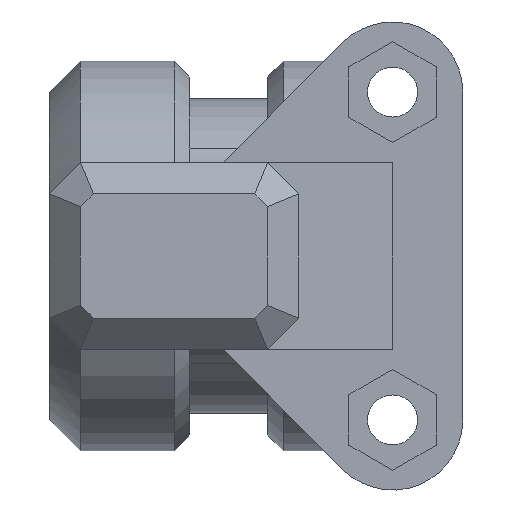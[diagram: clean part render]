
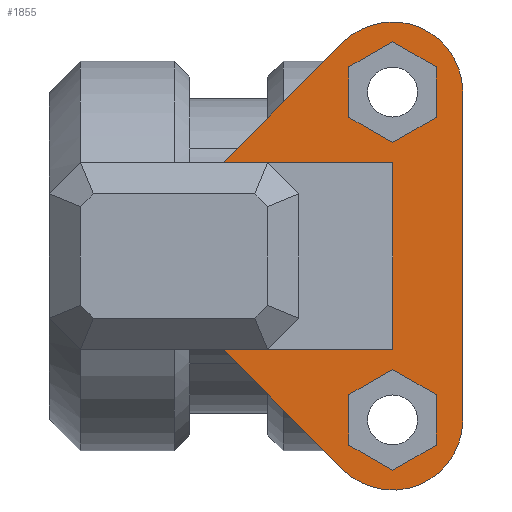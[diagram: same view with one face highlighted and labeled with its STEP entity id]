
A CAD part, front view. The second image highlights one B-rep face of the part: STEP entity #1855.
In plain terms, the highlighted face is planar.
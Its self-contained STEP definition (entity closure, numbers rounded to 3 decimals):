
#60=FACE_BOUND('',#229,.T.);
#61=FACE_BOUND('',#230,.T.);
#69=CIRCLE('',#1976,4.5);
#70=CIRCLE('',#1977,4.5);
#126=FACE_OUTER_BOUND('',#228,.T.);
#228=EDGE_LOOP('',(#1321,#1322,#1323,#1324,#1325,#1326,#1327,#1328,#1329,
#1330,#1331,#1332));
#229=EDGE_LOOP('',(#1333,#1334,#1335,#1336,#1337,#1338));
#230=EDGE_LOOP('',(#1339,#1340,#1341,#1342,#1343,#1344));
#357=LINE('',#2695,#576);
#373=LINE('',#2727,#592);
#375=LINE('',#2730,#594);
#380=LINE('',#2741,#599);
#382=LINE('',#2745,#601);
#383=LINE('',#2747,#602);
#384=LINE('',#2749,#603);
#385=LINE('',#2753,#604);
#386=LINE('',#2757,#605);
#387=LINE('',#2758,#606);
#388=LINE('',#2761,#607);
#389=LINE('',#2763,#608);
#390=LINE('',#2765,#609);
#391=LINE('',#2767,#610);
#392=LINE('',#2769,#611);
#393=LINE('',#2770,#612);
#394=LINE('',#2773,#613);
#395=LINE('',#2775,#614);
#396=LINE('',#2777,#615);
#397=LINE('',#2779,#616);
#398=LINE('',#2781,#617);
#399=LINE('',#2782,#618);
#576=VECTOR('',#2176,10.);
#592=VECTOR('',#2200,10.);
#594=VECTOR('',#2204,10.);
#599=VECTOR('',#2215,10.);
#601=VECTOR('',#2219,10.);
#602=VECTOR('',#2220,10.);
#603=VECTOR('',#2221,10.);
#604=VECTOR('',#2224,10.);
#605=VECTOR('',#2227,10.);
#606=VECTOR('',#2228,10.);
#607=VECTOR('',#2229,10.);
#608=VECTOR('',#2230,10.);
#609=VECTOR('',#2231,10.);
#610=VECTOR('',#2232,10.);
#611=VECTOR('',#2233,10.);
#612=VECTOR('',#2234,10.);
#613=VECTOR('',#2235,10.);
#614=VECTOR('',#2236,10.);
#615=VECTOR('',#2237,10.);
#616=VECTOR('',#2238,10.);
#617=VECTOR('',#2239,10.);
#618=VECTOR('',#2240,10.);
#783=VERTEX_POINT('',#2692);
#784=VERTEX_POINT('',#2694);
#795=VERTEX_POINT('',#2724);
#796=VERTEX_POINT('',#2726);
#799=VERTEX_POINT('',#2740);
#800=VERTEX_POINT('',#2744);
#801=VERTEX_POINT('',#2746);
#802=VERTEX_POINT('',#2748);
#803=VERTEX_POINT('',#2750);
#804=VERTEX_POINT('',#2752);
#805=VERTEX_POINT('',#2754);
#806=VERTEX_POINT('',#2756);
#807=VERTEX_POINT('',#2759);
#808=VERTEX_POINT('',#2760);
#809=VERTEX_POINT('',#2762);
#810=VERTEX_POINT('',#2764);
#811=VERTEX_POINT('',#2766);
#812=VERTEX_POINT('',#2768);
#813=VERTEX_POINT('',#2771);
#814=VERTEX_POINT('',#2772);
#815=VERTEX_POINT('',#2774);
#816=VERTEX_POINT('',#2776);
#817=VERTEX_POINT('',#2778);
#818=VERTEX_POINT('',#2780);
#973=EDGE_CURVE('',#784,#783,#357,.T.);
#989=EDGE_CURVE('',#796,#795,#373,.T.);
#991=EDGE_CURVE('',#783,#796,#375,.T.);
#996=EDGE_CURVE('',#799,#784,#380,.T.);
#998=EDGE_CURVE('',#795,#800,#382,.T.);
#999=EDGE_CURVE('',#800,#801,#383,.T.);
#1000=EDGE_CURVE('',#801,#802,#384,.T.);
#1001=EDGE_CURVE('',#802,#803,#69,.T.);
#1002=EDGE_CURVE('',#803,#804,#385,.T.);
#1003=EDGE_CURVE('',#804,#805,#70,.T.);
#1004=EDGE_CURVE('',#805,#806,#386,.T.);
#1005=EDGE_CURVE('',#806,#799,#387,.T.);
#1006=EDGE_CURVE('',#807,#808,#388,.T.);
#1007=EDGE_CURVE('',#808,#809,#389,.T.);
#1008=EDGE_CURVE('',#809,#810,#390,.T.);
#1009=EDGE_CURVE('',#810,#811,#391,.T.);
#1010=EDGE_CURVE('',#811,#812,#392,.T.);
#1011=EDGE_CURVE('',#812,#807,#393,.T.);
#1012=EDGE_CURVE('',#813,#814,#394,.T.);
#1013=EDGE_CURVE('',#814,#815,#395,.T.);
#1014=EDGE_CURVE('',#815,#816,#396,.T.);
#1015=EDGE_CURVE('',#816,#817,#397,.T.);
#1016=EDGE_CURVE('',#817,#818,#398,.T.);
#1017=EDGE_CURVE('',#818,#813,#399,.T.);
#1321=ORIENTED_EDGE('',*,*,#989,.T.);
#1322=ORIENTED_EDGE('',*,*,#998,.T.);
#1323=ORIENTED_EDGE('',*,*,#999,.T.);
#1324=ORIENTED_EDGE('',*,*,#1000,.T.);
#1325=ORIENTED_EDGE('',*,*,#1001,.T.);
#1326=ORIENTED_EDGE('',*,*,#1002,.T.);
#1327=ORIENTED_EDGE('',*,*,#1003,.T.);
#1328=ORIENTED_EDGE('',*,*,#1004,.T.);
#1329=ORIENTED_EDGE('',*,*,#1005,.T.);
#1330=ORIENTED_EDGE('',*,*,#996,.T.);
#1331=ORIENTED_EDGE('',*,*,#973,.T.);
#1332=ORIENTED_EDGE('',*,*,#991,.T.);
#1333=ORIENTED_EDGE('',*,*,#1006,.T.);
#1334=ORIENTED_EDGE('',*,*,#1007,.T.);
#1335=ORIENTED_EDGE('',*,*,#1008,.T.);
#1336=ORIENTED_EDGE('',*,*,#1009,.T.);
#1337=ORIENTED_EDGE('',*,*,#1010,.T.);
#1338=ORIENTED_EDGE('',*,*,#1011,.T.);
#1339=ORIENTED_EDGE('',*,*,#1012,.T.);
#1340=ORIENTED_EDGE('',*,*,#1013,.T.);
#1341=ORIENTED_EDGE('',*,*,#1014,.T.);
#1342=ORIENTED_EDGE('',*,*,#1015,.T.);
#1343=ORIENTED_EDGE('',*,*,#1016,.T.);
#1344=ORIENTED_EDGE('',*,*,#1017,.T.);
#1774=PLANE('',#1975);
#1855=ADVANCED_FACE('',(#126,#60,#61),#1774,.F.);
#1975=AXIS2_PLACEMENT_3D('',#2743,#2217,#2218);
#1976=AXIS2_PLACEMENT_3D('',#2751,#2222,#2223);
#1977=AXIS2_PLACEMENT_3D('',#2755,#2225,#2226);
#2176=DIRECTION('',(0.,-1.,0.));
#2200=DIRECTION('',(0.,1.,0.));
#2204=DIRECTION('',(1.,0.,0.));
#2215=DIRECTION('',(0.707,-0.707,0.));
#2217=DIRECTION('center_axis',(0.,0.,
1.));
#2218=DIRECTION('ref_axis',(-1.,0.,0.));
#2219=DIRECTION('',(0.707,0.707,0.));
#2220=DIRECTION('',(0.,1.,0.));
#2221=DIRECTION('',(0.707,-0.707,0.));
#2222=DIRECTION('center_axis',(0.,0.,
-1.));
#2223=DIRECTION('ref_axis',(-1.,0.,0.));
#2224=DIRECTION('',(-1.,0.,0.));
#2225=DIRECTION('center_axis',(0.,0.,
-1.));
#2226=DIRECTION('ref_axis',(-1.,0.,0.));
#2227=DIRECTION('',(0.707,0.707,0.));
#2228=DIRECTION('',(0.,-1.,0.));
#2229=DIRECTION('',(0.5,-0.866,0.));
#2230=DIRECTION('',(1.,0.,0.));
#2231=DIRECTION('',(0.5,0.866,0.));
#2232=DIRECTION('',(-0.5,0.866,0.));
#2233=DIRECTION('',(-1.,0.,0.));
#2234=DIRECTION('',(-0.5,-0.866,0.));
#2235=DIRECTION('',(0.5,-0.866,0.));
#2236=DIRECTION('',(1.,0.,0.));
#2237=DIRECTION('',(0.5,0.866,0.));
#2238=DIRECTION('',(-0.5,0.866,0.));
#2239=DIRECTION('',(-1.,0.,0.));
#2240=DIRECTION('',(-0.5,-0.866,0.));
#2692=CARTESIAN_POINT('',(-5.987,-136.917,78.));
#2694=CARTESIAN_POINT('',(-5.987,-131.063,78.));
#2695=CARTESIAN_POINT('',(-5.987,-135.223,78.));
#2724=CARTESIAN_POINT('',(5.986,-131.063,78.));
#2726=CARTESIAN_POINT('',(5.986,-136.917,78.));
#2727=CARTESIAN_POINT('',(5.986,-135.223,78.));
#2730=CARTESIAN_POINT('',(-2.993,-136.917,78.));
#2740=CARTESIAN_POINT('',(-6.,-131.049,78.));
#2741=CARTESIAN_POINT('',(-2.465,-134.585,78.));
#2743=CARTESIAN_POINT('Origin',(0.,-136.917,
78.));
#2744=CARTESIAN_POINT('',(6.,-131.049,78.));
#2745=CARTESIAN_POINT('',(2.465,-134.585,78.));
#2746=CARTESIAN_POINT('',(6.,-126.053,78.));
#2747=CARTESIAN_POINT('',(6.,-133.917,78.));
#2748=CARTESIAN_POINT('',(13.682,-133.735,78.));
#2749=CARTESIAN_POINT('',(4.224,-124.276,78.));
#2750=CARTESIAN_POINT('',(10.5,-141.417,78.));
#2751=CARTESIAN_POINT('Origin',(10.5,-136.917,78.));
#2752=CARTESIAN_POINT('',(-10.5,-141.417,78.));
#2753=CARTESIAN_POINT('',(20.368,-141.417,78.));
#2754=CARTESIAN_POINT('',(-13.682,-133.735,78.));
#2755=CARTESIAN_POINT('Origin',(-10.5,-136.917,78.));
#2756=CARTESIAN_POINT('',(-6.,-126.053,78.));
#2757=CARTESIAN_POINT('',(-15.883,-135.936,78.));
#2758=CARTESIAN_POINT('',(-6.,-133.917,78.));
#2759=CARTESIAN_POINT('',(7.267,-136.917,78.));
#2760=CARTESIAN_POINT('',(8.883,-139.717,78.));
#2761=CARTESIAN_POINT('',(6.358,-135.343,78.));
#2762=CARTESIAN_POINT('',(12.117,-139.717,78.));
#2763=CARTESIAN_POINT('',(4.442,-139.717,78.));
#2764=CARTESIAN_POINT('',(13.733,-136.917,78.));
#2765=CARTESIAN_POINT('',(11.208,-141.29,78.));
#2766=CARTESIAN_POINT('',(12.117,-134.117,78.));
#2767=CARTESIAN_POINT('',(12.017,-133.943,78.));
#2768=CARTESIAN_POINT('',(8.883,-134.117,78.));
#2769=CARTESIAN_POINT('',(6.058,-134.117,78.));
#2770=CARTESIAN_POINT('',(7.167,-137.09,78.));
#2771=CARTESIAN_POINT('',(-13.733,-136.917,78.));
#2772=CARTESIAN_POINT('',(-12.117,-139.717,78.));
#2773=CARTESIAN_POINT('',(-12.017,-139.89,78.));
#2774=CARTESIAN_POINT('',(-8.883,-139.717,78.));
#2775=CARTESIAN_POINT('',(-6.058,-139.717,78.));
#2776=CARTESIAN_POINT('',(-7.267,-136.917,78.));
#2777=CARTESIAN_POINT('',(-7.167,-136.743,78.));
#2778=CARTESIAN_POINT('',(-8.883,-134.117,78.));
#2779=CARTESIAN_POINT('',(-6.358,-138.49,78.));
#2780=CARTESIAN_POINT('',(-12.117,-134.117,78.));
#2781=CARTESIAN_POINT('',(-4.442,-134.117,78.));
#2782=CARTESIAN_POINT('',(-11.208,-132.543,78.));
